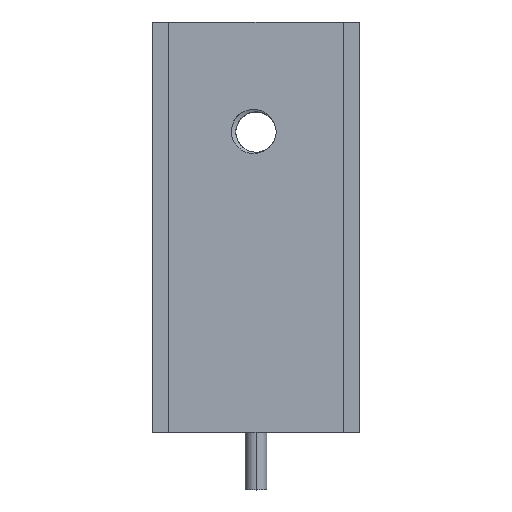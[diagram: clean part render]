
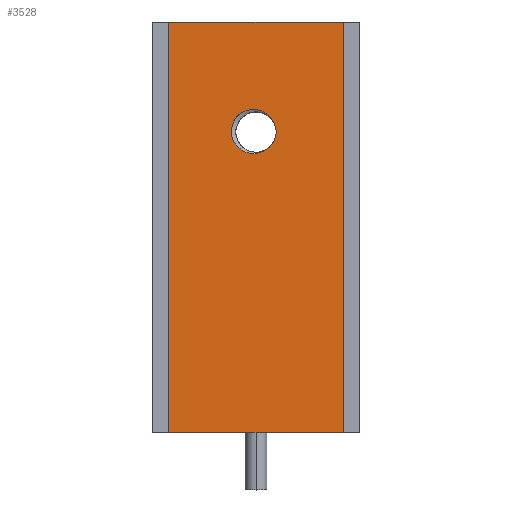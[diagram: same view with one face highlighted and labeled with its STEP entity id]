
A CAD part, top view. The second image highlights one B-rep face of the part: STEP entity #3528.
In plain terms, the highlighted planar face has unit normal (0, 0, 1).
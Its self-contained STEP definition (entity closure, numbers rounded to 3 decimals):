
#47 = VERTEX_POINT ( 'NONE', #6297 ) ;
#54 = CARTESIAN_POINT ( 'NONE',  ( 5.3, 25., 2.6 ) ) ;
#59 = CARTESIAN_POINT ( 'NONE',  ( -1.218, 19.176, 2.6 ) ) ;
#92 = CARTESIAN_POINT ( 'NONE',  ( -0.193, 16.983, 2.6 ) ) ;
#224 = VECTOR ( 'NONE', #705, 1000. ) ;
#296 = EDGE_CURVE ( 'NONE', #6050, #1755, #739, .T. ) ;
#307 = CARTESIAN_POINT ( 'NONE',  ( 1.233, 18.17, 2.6 ) ) ;
#370 = CARTESIAN_POINT ( 'NONE',  ( -5.3, 0., 2.6 ) ) ;
#403 = ORIENTED_EDGE ( 'NONE', *, *, #296, .F. ) ;
#500 = EDGE_CURVE ( 'NONE', #3396, #3582, #4468, .T. ) ;
#504 = CARTESIAN_POINT ( 'NONE',  ( -5.3, 25., 2.6 ) ) ;
#619 = ORIENTED_EDGE ( 'NONE', *, *, #6423, .T. ) ;
#705 = DIRECTION ( 'NONE',  ( 0., -1., 0. ) ) ;
#739 = B_SPLINE_CURVE_WITH_KNOTS ( 'NONE', 3,
 ( #1459, #4805, #6359, #3370, #5365, #307, #6393, #3934, #6425, #862 ),
 .UNSPECIFIED., .F., .F.,
 ( 4, 2, 2, 2, 4 ),
 ( 0., 0., 0.001, 0.001, 0.002 ),
 .UNSPECIFIED. ) ;
#832 = FACE_OUTER_BOUND ( 'NONE', #1599, .T. ) ;
#855 = EDGE_CURVE ( 'NONE', #1321, #47, #5687, .T. ) ;
#862 = CARTESIAN_POINT ( 'NONE',  ( 1.049, 18.941, 2.6 ) ) ;
#990 = CARTESIAN_POINT ( 'NONE',  ( 0.802, 19.323, 2.6 ) ) ;
#1183 = CARTESIAN_POINT ( 'NONE',  ( -1.451, 17.943, 2.6 ) ) ;
#1204 = CARTESIAN_POINT ( 'NONE',  ( 5.3, 25., 2.6 ) ) ;
#1321 = VERTEX_POINT ( 'NONE', #54 ) ;
#1329 = VECTOR ( 'NONE', #2366, 1000. ) ;
#1374 = DIRECTION ( 'NONE',  ( 1., 0., 0. ) ) ;
#1459 = CARTESIAN_POINT ( 'NONE',  ( 0.645, 17.253, 2.6 ) ) ;
#1599 = EDGE_LOOP ( 'NONE', ( #619, #4466, #3725, #5792 ) ) ;
#1613 = CARTESIAN_POINT ( 'NONE',  ( -1.306, 17.643, 2.6 ) ) ;
#1751 = CARTESIAN_POINT ( 'NONE',  ( -1.021, 17.298, 2.6 ) ) ;
#1755 = VERTEX_POINT ( 'NONE', #4987 ) ;
#1791 = EDGE_CURVE ( 'NONE', #5653, #3115, #4893, .T. ) ;
#1954 = CARTESIAN_POINT ( 'NONE',  ( -1.479, 18.052, 2.6 ) ) ;
#1995 = DIRECTION ( 'NONE',  ( 0., -1., 0. ) ) ;
#2053 = DIRECTION ( 'NONE',  ( -1., 0., 0. ) ) ;
#2227 = CARTESIAN_POINT ( 'NONE',  ( -1.41, 17.839, 2.6 ) ) ;
#2366 = DIRECTION ( 'NONE',  ( 1., 0., 0. ) ) ;
#2435 = CARTESIAN_POINT ( 'NONE',  ( 1.049, 18.941, 2.6 ) ) ;
#2454 = EDGE_LOOP ( 'NONE', ( #5318, #6138, #403, #5396 ) ) ;
#2472 = AXIS2_PLACEMENT_3D ( 'NONE', #3170, #5174, #2053 ) ;
#2797 = CARTESIAN_POINT ( 'NONE',  ( -1.218, 19.176, 2.6 ) ) ;
#2907 = EDGE_CURVE ( 'NONE', #5653, #1321, #6341, .T. ) ;
#2918 = CARTESIAN_POINT ( 'NONE',  ( -5.3, 25., 2.6 ) ) ;
#3068 = AXIS2_PLACEMENT_3D ( 'NONE', #3372, #5227, #3345 ) ;
#3115 = VERTEX_POINT ( 'NONE', #5239 ) ;
#3170 = CARTESIAN_POINT ( 'NONE',  ( 0., 18.3, 2.6 ) ) ;
#3345 = DIRECTION ( 'NONE',  ( -1., 0., 0. ) ) ;
#3352 = CARTESIAN_POINT ( 'NONE',  ( -5.3, 25., 2.6 ) ) ;
#3370 = CARTESIAN_POINT ( 'NONE',  ( 1.09, 17.709, 2.6 ) ) ;
#3372 = CARTESIAN_POINT ( 'NONE',  ( -5.3, 25., 2.6 ) ) ;
#3396 = VERTEX_POINT ( 'NONE', #1954 ) ;
#3475 = CARTESIAN_POINT ( 'NONE',  ( -1.068, 19.347, 2.6 ) ) ;
#3528 = ADVANCED_FACE ( 'NONE', ( #4321, #832 ), #3810, .F. ) ;
#3569 = CARTESIAN_POINT ( 'NONE',  ( 0.954, 19.147, 2.6 ) ) ;
#3582 = VERTEX_POINT ( 'NONE', #2797 ) ;
#3696 = VECTOR ( 'NONE', #1374, 1000. ) ;
#3725 = ORIENTED_EDGE ( 'NONE', *, *, #2907, .F. ) ;
#3767 = CARTESIAN_POINT ( 'NONE',  ( -0.835, 17.164, 2.6 ) ) ;
#3810 = PLANE ( 'NONE',  #3068 ) ;
#3842 = CARTESIAN_POINT ( 'NONE',  ( 0.466, 17.116, 2.6 ) ) ;
#3934 = CARTESIAN_POINT ( 'NONE',  ( 1.189, 18.651, 2.6 ) ) ;
#4104 = CARTESIAN_POINT ( 'NONE',  ( -0.08, 16.984, 2.6 ) ) ;
#4249 = CARTESIAN_POINT ( 'NONE',  ( -1.241, 17.549, 2.6 ) ) ;
#4321 = FACE_BOUND ( 'NONE', #2454, .T. ) ;
#4466 = ORIENTED_EDGE ( 'NONE', *, *, #855, .F. ) ;
#4468 = CIRCLE ( 'NONE', #2472, 1.5 ) ;
#4534 = CARTESIAN_POINT ( 'NONE',  ( 0.428, 19.573, 2.6 ) ) ;
#4597 = CARTESIAN_POINT ( 'NONE',  ( -0.414, 17.011, 2.6 ) ) ;
#4625 = CARTESIAN_POINT ( 'NONE',  ( 0.645, 17.253, 2.6 ) ) ;
#4730 = CARTESIAN_POINT ( 'NONE',  ( -1.479, 18.052, 2.6 ) ) ;
#4767 = CARTESIAN_POINT ( 'NONE',  ( 0.645, 17.253, 2.6 ) ) ;
#4805 = CARTESIAN_POINT ( 'NONE',  ( 0.783, 17.338, 2.6 ) ) ;
#4893 = LINE ( 'NONE', #2918, #5672 ) ;
#4969 = CARTESIAN_POINT ( 'NONE',  ( -0.467, 19.657, 2.6 ) ) ;
#4987 = CARTESIAN_POINT ( 'NONE',  ( 1.049, 18.941, 2.6 ) ) ;
#5064 = CARTESIAN_POINT ( 'NONE',  ( -0.882, 19.482, 2.6 ) ) ;
#5092 = CARTESIAN_POINT ( 'NONE',  ( -0.238, 19.693, 2.6 ) ) ;
#5174 = DIRECTION ( 'NONE',  ( 0., 0., -1. ) ) ;
#5227 = DIRECTION ( 'NONE',  ( 0., 0., -1. ) ) ;
#5239 = CARTESIAN_POINT ( 'NONE',  ( -5.3, 0., 2.6 ) ) ;
#5318 = ORIENTED_EDGE ( 'NONE', *, *, #500, .T. ) ;
#5365 = CARTESIAN_POINT ( 'NONE',  ( 1.159, 17.859, 2.6 ) ) ;
#5396 = ORIENTED_EDGE ( 'NONE', *, *, #6170, .F. ) ;
#5439 = EDGE_CURVE ( 'NONE', #1755, #3582, #6169, .T. ) ;
#5524 = CARTESIAN_POINT ( 'NONE',  ( 0.208, 19.651, 2.6 ) ) ;
#5653 = VERTEX_POINT ( 'NONE', #504 ) ;
#5672 = VECTOR ( 'NONE', #1995, 1000. ) ;
#5687 = LINE ( 'NONE', #1204, #224 ) ;
#5739 = CARTESIAN_POINT ( 'NONE',  ( -0.524, 17.039, 2.6 ) ) ;
#5792 = ORIENTED_EDGE ( 'NONE', *, *, #1791, .T. ) ;
#5896 = LINE ( 'NONE', #370, #1329 ) ;
#6050 = VERTEX_POINT ( 'NONE', #4625 ) ;
#6084 = CARTESIAN_POINT ( 'NONE',  ( 0.253, 17.029, 2.6 ) ) ;
#6138 = ORIENTED_EDGE ( 'NONE', *, *, #5439, .F. ) ;
#6169 = B_SPLINE_CURVE_WITH_KNOTS ( 'NONE', 3,
 ( #2435, #3569, #990, #4534, #5524, #5092, #4969, #5064, #3475, #59 ),
 .UNSPECIFIED., .F., .F.,
 ( 4, 2, 2, 2, 4 ),
 ( 0., 0.001, 0.001, 0.002, 0.003 ),
 .UNSPECIFIED. ) ;
#6170 = EDGE_CURVE ( 'NONE', #3396, #6050, #6260, .T. ) ;
#6260 = B_SPLINE_CURVE_WITH_KNOTS ( 'NONE', 3,
 ( #4730, #1183, #2227, #1613, #4249, #1751, #3767, #5739, #4597, #92, #4104, #6084, #3842, #4767 ),
 .UNSPECIFIED., .F., .F.,
 ( 4, 2, 2, 2, 2, 2, 4 ),
 ( 0., 0., 0.001, 0.001, 0.002, 0.002, 0.003 ),
 .UNSPECIFIED. ) ;
#6297 = CARTESIAN_POINT ( 'NONE',  ( 5.3, 0., 2.6 ) ) ;
#6341 = LINE ( 'NONE', #3352, #3696 ) ;
#6359 = CARTESIAN_POINT ( 'NONE',  ( 0.903, 17.45, 2.6 ) ) ;
#6393 = CARTESIAN_POINT ( 'NONE',  ( 1.239, 18.333, 2.6 ) ) ;
#6423 = EDGE_CURVE ( 'NONE', #3115, #47, #5896, .T. ) ;
#6425 = CARTESIAN_POINT ( 'NONE',  ( 1.133, 18.803, 2.6 ) ) ;
